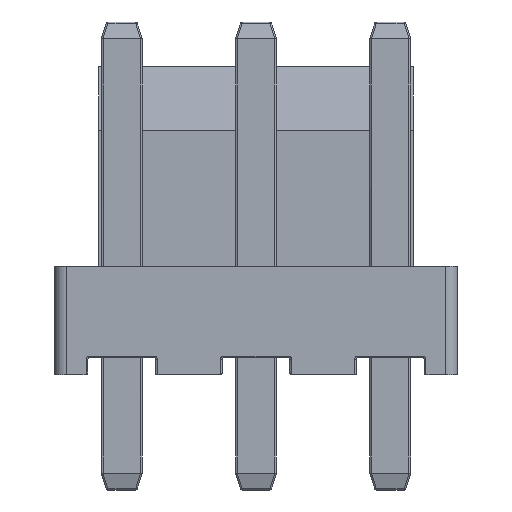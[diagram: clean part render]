
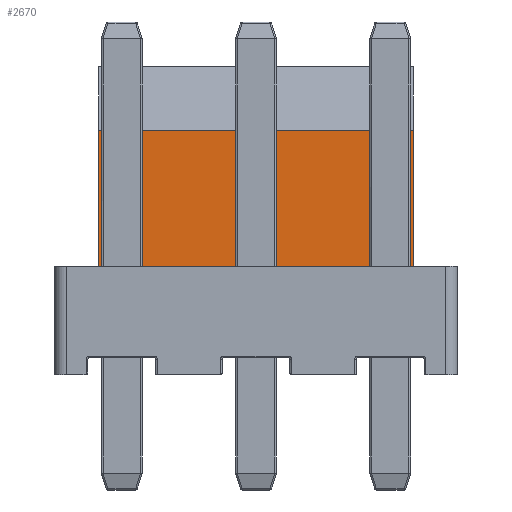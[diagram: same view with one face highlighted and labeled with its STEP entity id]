
A CAD part, front view. The second image highlights one B-rep face of the part: STEP entity #2670.
In plain terms, the highlighted planar face has unit normal (0, -1, 0).
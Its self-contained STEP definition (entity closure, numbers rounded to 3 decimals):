
#84 = PLANE ( 'NONE',  #13577 ) ;
#257 = LINE ( 'NONE', #378, #18706 ) ;
#378 = CARTESIAN_POINT ( 'NONE',  ( -0.68, 6.19, 4.05 ) ) ;
#937 = CARTESIAN_POINT ( 'NONE',  ( 8.6, 6.19, 4.15 ) ) ;
#2670 = ADVANCED_FACE ( 'NONE', ( #13002 ), #84, .F. ) ;
#2730 = DIRECTION ( 'NONE',  ( -1., 0., 0. ) ) ;
#2924 = EDGE_CURVE ( 'NONE', #13835, #6548, #19874, .T. ) ;
#3403 = LINE ( 'NONE', #5190, #13364 ) ;
#3733 = CARTESIAN_POINT ( 'NONE',  ( 8.6, 6.19, 0.15 ) ) ;
#5190 = CARTESIAN_POINT ( 'NONE',  ( -0.68, 6.19, 4.15 ) ) ;
#5202 = CARTESIAN_POINT ( 'NONE',  ( -0.68, 6.19, 4.15 ) ) ;
#5824 = ORIENTED_EDGE ( 'NONE', *, *, #19005, .T. ) ;
#5956 = VECTOR ( 'NONE', #7421, 1000. ) ;
#6548 = VERTEX_POINT ( 'NONE', #3733 ) ;
#7421 = DIRECTION ( 'NONE',  ( 0., 0., -1. ) ) ;
#7515 = ORIENTED_EDGE ( 'NONE', *, *, #2924, .F. ) ;
#7879 = ORIENTED_EDGE ( 'NONE', *, *, #19753, .F. ) ;
#8598 = DIRECTION ( 'NONE',  ( 0., 0., -1. ) ) ;
#9077 = CARTESIAN_POINT ( 'NONE',  ( 8.6, 6.19, 4.05 ) ) ;
#9802 = DIRECTION ( 'NONE',  ( 0., 1., 0. ) ) ;
#10271 = DIRECTION ( 'NONE',  ( -1., 0., 0. ) ) ;
#12256 = CARTESIAN_POINT ( 'NONE',  ( -1.98, 6.19, 0.15 ) ) ;
#13002 = FACE_OUTER_BOUND ( 'NONE', #23167, .T. ) ;
#13364 = VECTOR ( 'NONE', #10271, 1000. ) ;
#13577 = AXIS2_PLACEMENT_3D ( 'NONE', #22339, #9802, #2730 ) ;
#13835 = VERTEX_POINT ( 'NONE', #937 ) ;
#14021 = VERTEX_POINT ( 'NONE', #5202 ) ;
#14174 = LINE ( 'NONE', #12256, #14799 ) ;
#14799 = VECTOR ( 'NONE', #21379, 1000. ) ;
#16109 = CARTESIAN_POINT ( 'NONE',  ( -0.68, 6.19, 0.15 ) ) ;
#18706 = VECTOR ( 'NONE', #8598, 1000. ) ;
#19005 = EDGE_CURVE ( 'NONE', #13835, #14021, #3403, .T. ) ;
#19753 = EDGE_CURVE ( 'NONE', #6548, #23268, #14174, .T. ) ;
#19844 = ORIENTED_EDGE ( 'NONE', *, *, #21473, .T. ) ;
#19874 = LINE ( 'NONE', #9077, #5956 ) ;
#21379 = DIRECTION ( 'NONE',  ( -1., 0., 0. ) ) ;
#21473 = EDGE_CURVE ( 'NONE', #14021, #23268, #257, .T. ) ;
#22339 = CARTESIAN_POINT ( 'NONE',  ( -0.68, 6.19, 4.05 ) ) ;
#23167 = EDGE_LOOP ( 'NONE', ( #7515, #5824, #19844, #7879 ) ) ;
#23268 = VERTEX_POINT ( 'NONE', #16109 ) ;
